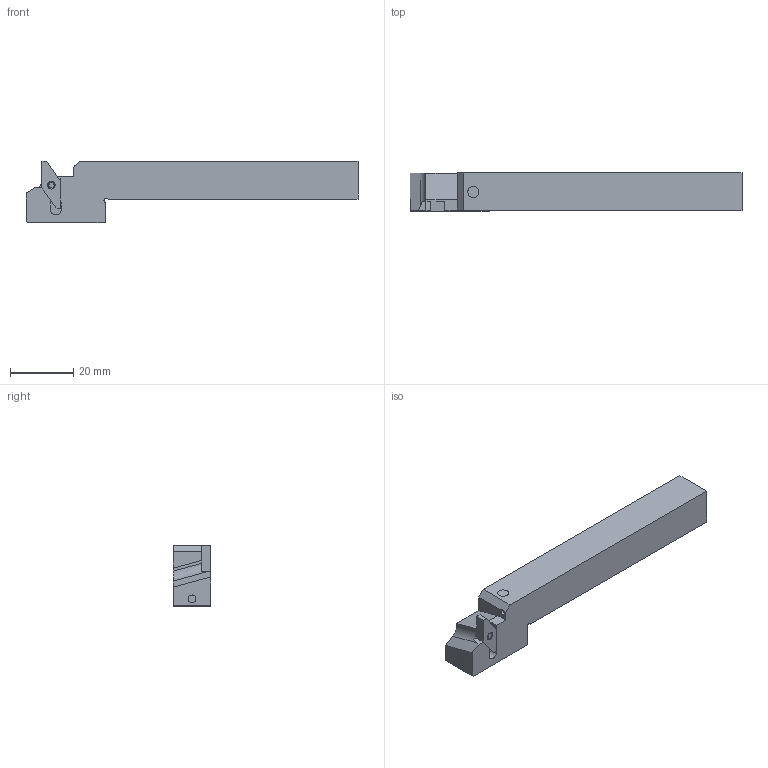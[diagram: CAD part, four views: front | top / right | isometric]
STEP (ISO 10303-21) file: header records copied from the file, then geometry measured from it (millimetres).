
FILE_DESCRIPTION (( 'STEP AP214' ), '1' );
FILE_NAME ('CUT-753-13.STEP', '2017-05-31T08:00:09', ( 'e00158' ), ( 'Microsoft' ), 'SwSTEP 2.0', 'SolidWorks 2016', '' );
FILE_SCHEMA (( 'AUTOMOTIVE_DESIGN' ));
Length unit declared in the file: millimetre
Products named in the file (1): CUT-753-13
Bounding box: 105 x 12 x 19.5 mm (x, y, z)
Volume: 16041.4 mm3; surface area: 5766.9 mm2
Topology: 1 solids, 1 shells, 64 faces, 171 edges, 113 vertices
Faces by surface type: plane 45, cylinder 11, cone 8
Entity records: 2322 total; most frequent: CARTESIAN_POINT 429, DIRECTION 344, ORIENTED_EDGE 334, EDGE_CURVE 167, AXIS2_PLACEMENT_3D 121, VERTEX_POINT 113, VECTOR 102, LINE 102
